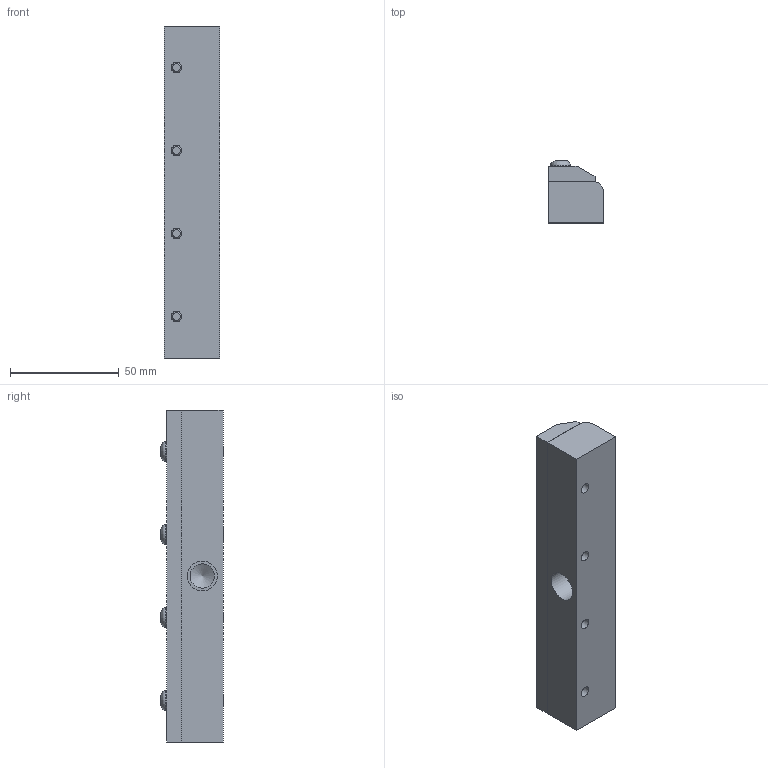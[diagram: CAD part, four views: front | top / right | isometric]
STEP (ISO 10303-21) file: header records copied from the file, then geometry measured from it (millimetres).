
FILE_DESCRIPTION((''),'2;1');
FILE_NAME('2606.stp','2012-03-12T14:24:36',('Dan Preston'),(''),'Autodesk Inventor 2012','Autodesk Inventor 2012','');
FILE_SCHEMA(('AUTOMOTIVE_DESIGN { 1 0 10303 214 1 1 1 1 }'));
Length unit declared in the file: inch
Products named in the file (4): 2603; 2603-b; 2603-c; Hexagon Socket Button Head Cap Screw - Inch 10 - 24 x 5/8
Assembly tree (6 placements, depth 2):
  2603
    2603-b
    2603-c
    Hexagon Socket Button Head Cap Screw - Inch 10 - 24 x 5/8  x4
Bounding box: 25.41 x 28.51 x 152.4 mm (x, y, z)
Volume: 89834.5 mm3; surface area: 26227 mm2
Topology: 6 solids, 6 shells, 88 faces, 205 edges, 134 vertices
Faces by surface type: plane 53, cylinder 18, cone 9, torus 4, bspline 4
Full cylindrical faces by diameter (mm): 4.801 x4, 4.826 x4, 5.159 x4, 9.169 x4, 11.113 x1, 13.716 x1
Entity records: 1335 total; most frequent: CARTESIAN_POINT 253, DIRECTION 206, ORIENTED_EDGE 162, EDGE_CURVE 81, AXIS2_PLACEMENT_3D 79, EDGE_LOOP 78, VERTEX_POINT 63, VECTOR 48
